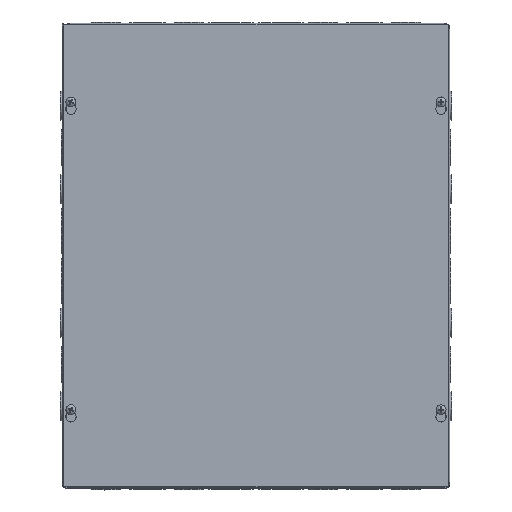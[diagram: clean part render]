
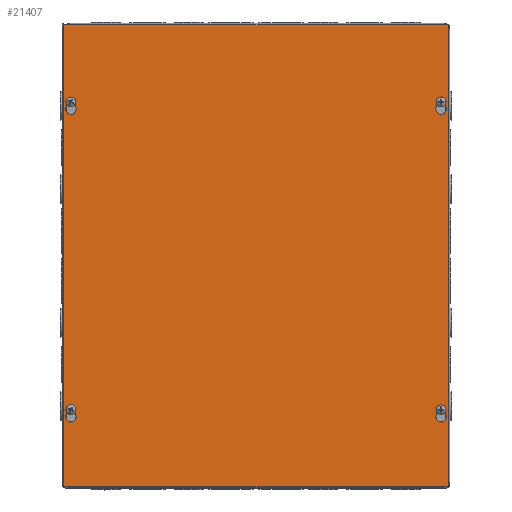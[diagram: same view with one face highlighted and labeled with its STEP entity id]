
A CAD part, top view. The second image highlights one B-rep face of the part: STEP entity #21407.
In plain terms, the highlighted planar face has unit normal (0, 0, 1).
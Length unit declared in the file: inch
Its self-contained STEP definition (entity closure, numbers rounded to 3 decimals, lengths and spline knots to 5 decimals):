
#2303=LINE($,#35233,#4426);
#2307=LINE($,#35243,#4430);
#2310=LINE($,#35251,#4433);
#2314=LINE($,#35263,#4437);
#2319=LINE($,#35281,#4442);
#2323=LINE($,#35291,#4446);
#2326=LINE($,#35299,#4449);
#2330=LINE($,#35311,#4453);
#2332=LINE($,#35319,#4455);
#2336=LINE($,#35327,#4459);
#2339=LINE($,#35333,#4462);
#2342=LINE($,#35338,#4465);
#4426=VECTOR($,#28144,0.26996);
#4430=VECTOR($,#28156,0.26996);
#4433=VECTOR($,#28161,0.26996);
#4437=VECTOR($,#28173,0.26996);
#4442=VECTOR($,#28192,0.26996);
#4446=VECTOR($,#28204,0.26996);
#4449=VECTOR($,#28209,0.26996);
#4453=VECTOR($,#28221,0.26996);
#4455=VECTOR($,#28231,18.);
#4459=VECTOR($,#28237,15.);
#4462=VECTOR($,#28242,18.);
#4465=VECTOR($,#28247,15.);
#5277=PLANE($,#22989);
#5850=FACE_BOUND($,#8300,.T.);
#5851=FACE_BOUND($,#8301,.T.);
#5852=FACE_BOUND($,#8302,.T.);
#5853=FACE_BOUND($,#8303,.T.);
#5854=FACE_BOUND($,#8304,.T.);
#8300=EDGE_LOOP($,(#18913,#18914,#18915,#18916));
#8301=EDGE_LOOP($,(#18917,#18918,#18919,#18920));
#8302=EDGE_LOOP($,(#18921,#18922,#18923,#18924));
#8303=EDGE_LOOP($,(#18925,#18926,#18927,#18928));
#8304=EDGE_LOOP($,(#18929,#18930,#18931,#18932));
#8771=CIRCLE($,#22955,0.203);
#8773=CIRCLE($,#22959,0.125);
#8775=CIRCLE($,#22964,0.125);
#8777=CIRCLE($,#22968,0.203);
#8779=CIRCLE($,#22971,0.203);
#8781=CIRCLE($,#22975,0.125);
#8783=CIRCLE($,#22980,0.125);
#8785=CIRCLE($,#22984,0.203);
#10474=VERTEX_POINT($,#35224);
#10475=VERTEX_POINT($,#35226);
#10477=VERTEX_POINT($,#35232);
#10479=VERTEX_POINT($,#35238);
#10482=VERTEX_POINT($,#35248);
#10483=VERTEX_POINT($,#35250);
#10485=VERTEX_POINT($,#35256);
#10487=VERTEX_POINT($,#35262);
#10490=VERTEX_POINT($,#35272);
#10491=VERTEX_POINT($,#35274);
#10493=VERTEX_POINT($,#35280);
#10495=VERTEX_POINT($,#35286);
#10498=VERTEX_POINT($,#35296);
#10499=VERTEX_POINT($,#35298);
#10501=VERTEX_POINT($,#35304);
#10503=VERTEX_POINT($,#35310);
#10504=VERTEX_POINT($,#35317);
#10505=VERTEX_POINT($,#35318);
#10508=VERTEX_POINT($,#35326);
#10510=VERTEX_POINT($,#35332);
#13148=EDGE_CURVE($,#10475,#10474,#8771,.T.);
#13151=EDGE_CURVE($,#10477,#10475,#2303,.T.);
#13154=EDGE_CURVE($,#10479,#10477,#8773,.T.);
#13157=EDGE_CURVE($,#10474,#10479,#2307,.T.);
#13160=EDGE_CURVE($,#10483,#10482,#2310,.T.);
#13163=EDGE_CURVE($,#10485,#10483,#8775,.T.);
#13166=EDGE_CURVE($,#10487,#10485,#2314,.T.);
#13169=EDGE_CURVE($,#10482,#10487,#8777,.T.);
#13172=EDGE_CURVE($,#10491,#10490,#8779,.T.);
#13175=EDGE_CURVE($,#10493,#10491,#2319,.T.);
#13178=EDGE_CURVE($,#10495,#10493,#8781,.T.);
#13181=EDGE_CURVE($,#10490,#10495,#2323,.T.);
#13184=EDGE_CURVE($,#10499,#10498,#2326,.T.);
#13187=EDGE_CURVE($,#10501,#10499,#8783,.T.);
#13190=EDGE_CURVE($,#10503,#10501,#2330,.T.);
#13193=EDGE_CURVE($,#10498,#10503,#8785,.T.);
#13194=EDGE_CURVE($,#10504,#10505,#2332,.T.);
#13198=EDGE_CURVE($,#10505,#10508,#2336,.T.);
#13201=EDGE_CURVE($,#10508,#10510,#2339,.T.);
#13204=EDGE_CURVE($,#10510,#10504,#2342,.T.);
#18913=ORIENTED_EDGE($,*,*,#13148,.T.);
#18914=ORIENTED_EDGE($,*,*,#13157,.T.);
#18915=ORIENTED_EDGE($,*,*,#13154,.T.);
#18916=ORIENTED_EDGE($,*,*,#13151,.T.);
#18917=ORIENTED_EDGE($,*,*,#13160,.T.);
#18918=ORIENTED_EDGE($,*,*,#13169,.T.);
#18919=ORIENTED_EDGE($,*,*,#13166,.T.);
#18920=ORIENTED_EDGE($,*,*,#13163,.T.);
#18921=ORIENTED_EDGE($,*,*,#13172,.T.);
#18922=ORIENTED_EDGE($,*,*,#13181,.T.);
#18923=ORIENTED_EDGE($,*,*,#13178,.T.);
#18924=ORIENTED_EDGE($,*,*,#13175,.T.);
#18925=ORIENTED_EDGE($,*,*,#13184,.T.);
#18926=ORIENTED_EDGE($,*,*,#13193,.T.);
#18927=ORIENTED_EDGE($,*,*,#13190,.T.);
#18928=ORIENTED_EDGE($,*,*,#13187,.T.);
#18929=ORIENTED_EDGE($,*,*,#13194,.F.);
#18930=ORIENTED_EDGE($,*,*,#13204,.F.);
#18931=ORIENTED_EDGE($,*,*,#13201,.F.);
#18932=ORIENTED_EDGE($,*,*,#13198,.F.);
#21407=ADVANCED_FACE($,(#5850,#5851,#5852,#5853,#5854),#5277,.T.);
#22955=AXIS2_PLACEMENT_3D($,#35227,#28138,#28139);
#22959=AXIS2_PLACEMENT_3D($,#35239,#28150,#28151);
#22964=AXIS2_PLACEMENT_3D($,#35257,#28167,#28168);
#22968=AXIS2_PLACEMENT_3D($,#35267,#28179,#28180);
#22971=AXIS2_PLACEMENT_3D($,#35275,#28186,#28187);
#22975=AXIS2_PLACEMENT_3D($,#35287,#28198,#28199);
#22980=AXIS2_PLACEMENT_3D($,#35305,#28215,#28216);
#22984=AXIS2_PLACEMENT_3D($,#35315,#28227,#28228);
#22989=AXIS2_PLACEMENT_3D($,#35340,#28249,#28250);
#28138=DIRECTION('center_axis',(0.,0.,-1.));
#28139=DIRECTION('ref_axis',(-0.961,0.278,0.));
#28144=DIRECTION($,(0.278,-0.961,0.));
#28150=DIRECTION('center_axis',(0.,0.,-1.));
#28151=DIRECTION('ref_axis',(0.961,0.278,0.));
#28156=DIRECTION($,(0.278,0.961,0.));
#28161=DIRECTION($,(0.278,-0.961,0.));
#28167=DIRECTION('center_axis',(0.,0.,-1.));
#28168=DIRECTION('ref_axis',(0.961,0.278,0.));
#28173=DIRECTION($,(0.278,0.961,0.));
#28179=DIRECTION('center_axis',(0.,0.,-1.));
#28180=DIRECTION('ref_axis',(-0.961,0.278,0.));
#28186=DIRECTION('center_axis',(0.,0.,-1.));
#28187=DIRECTION('ref_axis',(-0.961,0.278,0.));
#28192=DIRECTION($,(0.278,-0.961,0.));
#28198=DIRECTION('center_axis',(0.,0.,-1.));
#28199=DIRECTION('ref_axis',(0.961,0.278,0.));
#28204=DIRECTION($,(0.278,0.961,0.));
#28209=DIRECTION($,(0.278,-0.961,0.));
#28215=DIRECTION('center_axis',(0.,0.,-1.));
#28216=DIRECTION('ref_axis',(0.961,0.278,0.));
#28221=DIRECTION($,(0.278,0.961,0.));
#28227=DIRECTION('center_axis',(0.,0.,-1.));
#28228=DIRECTION('ref_axis',(-0.961,0.278,0.));
#28231=DIRECTION($,(0.,-1.,0.));
#28237=DIRECTION($,(-1.,0.,0.));
#28242=DIRECTION($,(0.,1.,0.));
#28247=DIRECTION($,(1.,0.,0.));
#28249=DIRECTION('center_axis',(0.,0.,1.));
#28250=DIRECTION('ref_axis',(1.,0.,0.));
#35224=CARTESIAN_POINT('',(7.02373,-6.22465,0.062));
#35226=CARTESIAN_POINT('',(7.41377,-6.22465,0.062));
#35227=CARTESIAN_POINT('Origin',(7.21875,-6.281,0.062));
#35232=CARTESIAN_POINT('',(7.33884,-5.9653,0.062));
#35233=CARTESIAN_POINT($,(6.29818,-2.36361,0.062));
#35238=CARTESIAN_POINT('',(7.09866,-5.9653,0.062));
#35239=CARTESIAN_POINT('Origin',(7.21875,-6.,0.062));
#35243=CARTESIAN_POINT($,(7.62057,-4.15897,0.062));
#35248=CARTESIAN_POINT('',(-7.02373,-6.22465,0.062));
#35250=CARTESIAN_POINT('',(-7.09866,-5.9653,0.062));
#35251=CARTESIAN_POINT($,(-7.58311,-4.28865,0.062));
#35256=CARTESIAN_POINT('',(-7.33884,-5.9653,0.062));
#35257=CARTESIAN_POINT('Origin',(-7.21875,-6.,0.062));
#35262=CARTESIAN_POINT('',(-7.41377,-6.22465,0.062));
#35263=CARTESIAN_POINT($,(-6.26072,-2.23394,0.062));
#35267=CARTESIAN_POINT('Origin',(-7.21875,-6.281,0.062));
#35272=CARTESIAN_POINT('',(7.02373,5.77535,0.062));
#35274=CARTESIAN_POINT('',(7.41377,5.77535,0.062));
#35275=CARTESIAN_POINT('Origin',(7.21875,5.719,0.062));
#35280=CARTESIAN_POINT('',(7.33884,6.0347,0.062));
#35281=CARTESIAN_POINT($,(7.89822,4.09869,0.062));
#35286=CARTESIAN_POINT('',(7.09866,6.0347,0.062));
#35287=CARTESIAN_POINT('Origin',(7.21875,6.,0.062));
#35291=CARTESIAN_POINT($,(6.02054,2.30333,0.062));
#35296=CARTESIAN_POINT('',(-7.02373,5.77535,0.062));
#35298=CARTESIAN_POINT('',(-7.09866,6.0347,0.062));
#35299=CARTESIAN_POINT($,(-5.98307,2.17366,0.062));
#35304=CARTESIAN_POINT('',(-7.33884,6.0347,0.062));
#35305=CARTESIAN_POINT('Origin',(-7.21875,6.,0.062));
#35310=CARTESIAN_POINT('',(-7.41377,5.77535,0.062));
#35311=CARTESIAN_POINT($,(-7.86075,4.22837,0.062));
#35315=CARTESIAN_POINT('Origin',(-7.21875,5.719,0.062));
#35317=CARTESIAN_POINT('',(7.5,9.,0.062));
#35318=CARTESIAN_POINT('',(7.5,-9.,0.062));
#35319=CARTESIAN_POINT($,(7.5,9.,0.062));
#35326=CARTESIAN_POINT('',(-7.5,-9.,0.062));
#35327=CARTESIAN_POINT($,(7.5,-9.,0.062));
#35332=CARTESIAN_POINT('',(-7.5,9.,0.062));
#35333=CARTESIAN_POINT($,(-7.5,-9.,0.062));
#35338=CARTESIAN_POINT($,(-7.5,9.,0.062));
#35340=CARTESIAN_POINT('Origin',(0.,0.,
0.062));
